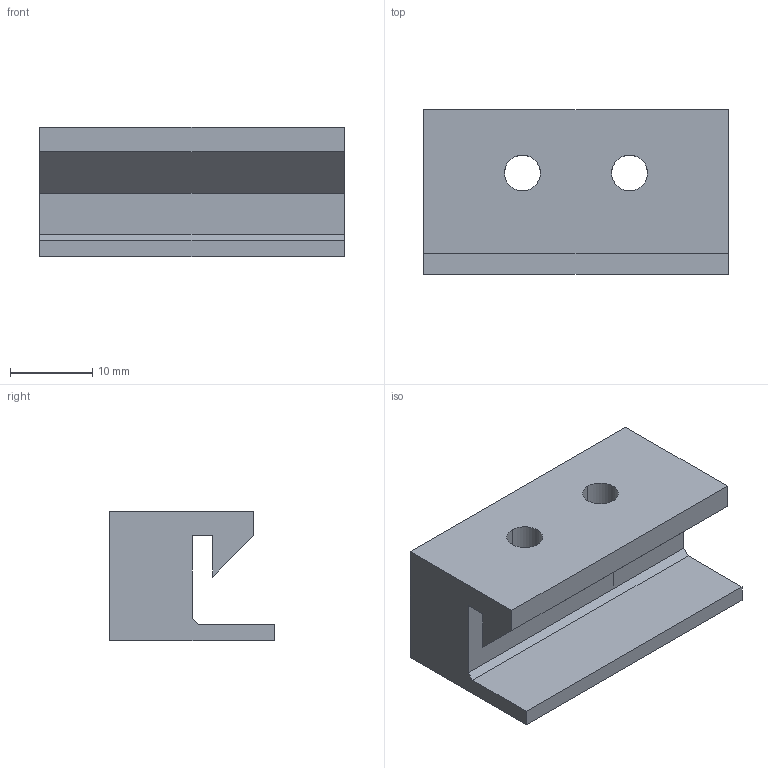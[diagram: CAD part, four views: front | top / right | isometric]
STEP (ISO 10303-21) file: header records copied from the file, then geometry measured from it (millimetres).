
FILE_DESCRIPTION (( 'STEP AP214' ), '1' );
FILE_NAME ('Hanger214.STEP', '2024-10-04T15:39:21', ( 'balog' ), ( '' ), 'SwSTEP 2.0', 'SolidWorks 2024', '' );
FILE_SCHEMA (( 'AUTOMOTIVE_DESIGN' ));
Length unit declared in the file: millimetre
Products named in the file (1): Hanger214
Bounding box: 37 x 20 x 15.75 mm (x, y, z)
Volume: 7404.8 mm3; surface area: 4242.5 mm2
Topology: 1 solids, 1 shells, 17 faces, 45 edges, 30 vertices
Faces by surface type: plane 13, cylinder 4
Entity records: 558 total; most frequent: CARTESIAN_POINT 93, ORIENTED_EDGE 90, DIRECTION 89, EDGE_CURVE 45, VECTOR 37, LINE 37, VERTEX_POINT 30, AXIS2_PLACEMENT_3D 26
